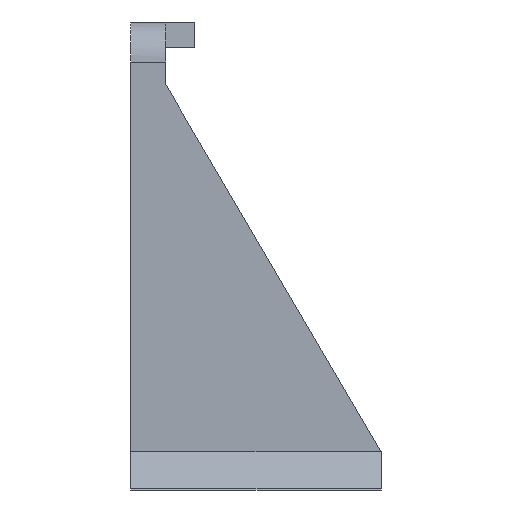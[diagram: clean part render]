
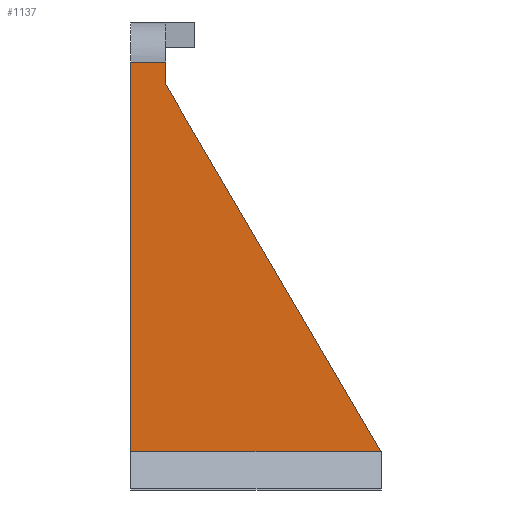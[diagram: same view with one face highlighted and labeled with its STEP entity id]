
A CAD part, left-side view. The second image highlights one B-rep face of the part: STEP entity #1137.
In plain terms, the highlighted planar face has unit normal (-1, 0, 0).
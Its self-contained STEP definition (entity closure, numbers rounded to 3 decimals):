
#231=CARTESIAN_POINT('',(-84.,-36.,2.));
#232=VERTEX_POINT('',#231);
#239=CARTESIAN_POINT('',(-84.,-36.,40.995));
#240=VERTEX_POINT('',#239);
#241=CARTESIAN_POINT('',(-84.,-36.,40.995));
#242=DIRECTION('',(0.,0.,-1.));
#243=VECTOR('',#242,38.995);
#244=LINE('',#241,#243);
#245=EDGE_CURVE('',#240,#232,#244,.T.);
#697=CARTESIAN_POINT('',(-84.,-39.5,40.995));
#698=VERTEX_POINT('',#697);
#706=CARTESIAN_POINT('',(-84.,-39.5,38.701));
#707=VERTEX_POINT('',#706);
#708=CARTESIAN_POINT('',(-84.,-39.5,40.995));
#709=DIRECTION('',(0.,0.,-1.));
#710=VECTOR('',#709,2.294);
#711=LINE('',#708,#710);
#712=EDGE_CURVE('',#698,#707,#711,.T.);
#1073=CARTESIAN_POINT('',(-84.,-60.986,2.024));
#1074=VERTEX_POINT('',#1073);
#1075=CARTESIAN_POINT('',(-84.,-39.5,38.701));
#1076=DIRECTION('',(0.,-0.505,-0.863));
#1077=VECTOR('',#1076,42.507);
#1078=LINE('',#1075,#1077);
#1079=EDGE_CURVE('',#707,#1074,#1078,.T.);
#1099=CARTESIAN_POINT('',(-84.,12.,0.));
#1100=DIRECTION('',(1.,0.,0.));
#1101=DIRECTION('',(0.,1.,0.));
#1102=AXIS2_PLACEMENT_3D('',#1099,#1100,#1101);
#1103=PLANE('',#1102);
#1104=CARTESIAN_POINT('',(-84.,-61.,2.01));
#1105=VERTEX_POINT('',#1104);
#1106=CARTESIAN_POINT('',(-84.,-61.,2.01));
#1107=DIRECTION('',(0.,0.707,0.707));
#1108=VECTOR('',#1107,0.02);
#1109=LINE('',#1106,#1108);
#1110=EDGE_CURVE('',#1105,#1074,#1109,.T.);
#1111=ORIENTED_EDGE('',*,*,#1110,.T.);
#1112=ORIENTED_EDGE('',*,*,#1079,.F.);
#1113=ORIENTED_EDGE('',*,*,#712,.F.);
#1114=CARTESIAN_POINT('',(-84.,-39.5,40.995));
#1115=DIRECTION('',(-0.,1.,-0.));
#1116=VECTOR('',#1115,3.5);
#1117=LINE('',#1114,#1116);
#1118=EDGE_CURVE('',#698,#240,#1117,.T.);
#1119=ORIENTED_EDGE('',*,*,#1118,.T.);
#1120=ORIENTED_EDGE('',*,*,#245,.T.);
#1121=CARTESIAN_POINT('',(-84.,-61.,2.));
#1122=VERTEX_POINT('',#1121);
#1123=CARTESIAN_POINT('',(-84.,-61.,2.));
#1124=DIRECTION('',(0.,1.,0.));
#1125=VECTOR('',#1124,25.);
#1126=LINE('',#1123,#1125);
#1127=EDGE_CURVE('',#1122,#232,#1126,.T.);
#1128=ORIENTED_EDGE('',*,*,#1127,.F.);
#1129=CARTESIAN_POINT('',(-84.,-61.,2.01));
#1130=DIRECTION('',(0.,0.,-1.));
#1131=VECTOR('',#1130,0.01);
#1132=LINE('',#1129,#1131);
#1133=EDGE_CURVE('',#1105,#1122,#1132,.T.);
#1134=ORIENTED_EDGE('',*,*,#1133,.F.);
#1135=EDGE_LOOP('',(#1111,#1112,#1113,#1119,#1120,#1128,#1134));
#1136=FACE_BOUND('',#1135,.T.);
#1137=ADVANCED_FACE('',(#1136),#1103,.F.);
